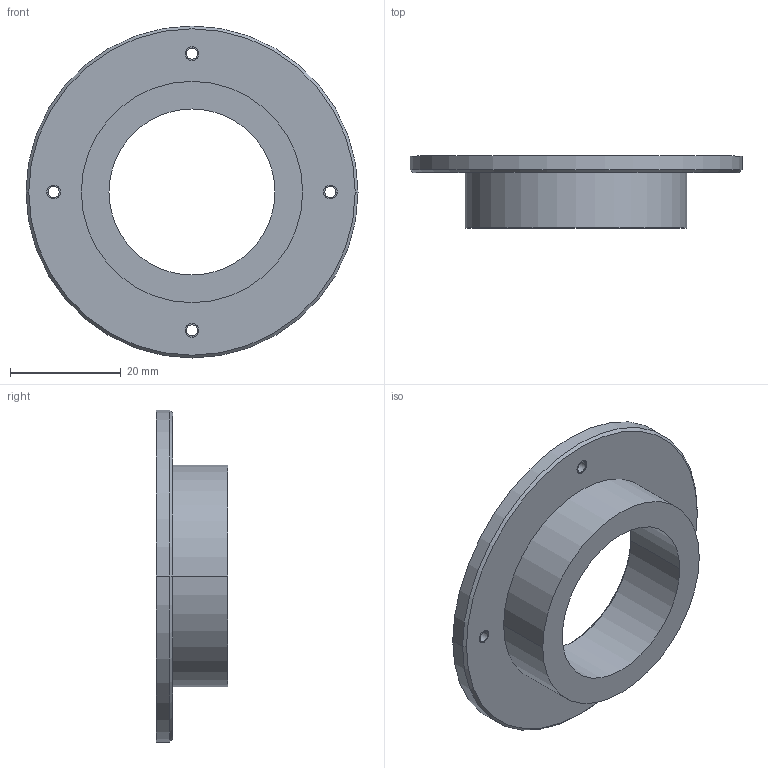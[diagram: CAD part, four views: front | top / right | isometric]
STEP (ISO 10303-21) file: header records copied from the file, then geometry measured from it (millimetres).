
FILE_DESCRIPTION((''),'2;1');
FILE_NAME('BAGUE_GUIDAGE','2021-10-06T07:33:59',('laure'),(''),'CREO PARAMETRIC BY PTC INC, 2020281','CREO PARAMETRIC BY PTC INC, 2020281','');
FILE_SCHEMA(('CONFIG_CONTROL_DESIGN'));
Length unit declared in the file: millimetre
Products named in the file (1): BAGUE_GUIDAGE
Bounding box: 60 x 13 x 60 mm (x, y, z)
Volume: 11784.6 mm3; surface area: 7350.8 mm2
Topology: 1 solids, 5 shells, 29 faces, 74 edges, 48 vertices
Faces by surface type: cylinder 22, cone 4, plane 3
Entity records: 959 total; most frequent: DIRECTION 182, CARTESIAN_POINT 152, ORIENTED_EDGE 132, AXIS2_PLACEMENT_3D 78, EDGE_CURVE 74, VERTEX_POINT 48, CIRCLE 48, EDGE_LOOP 40
